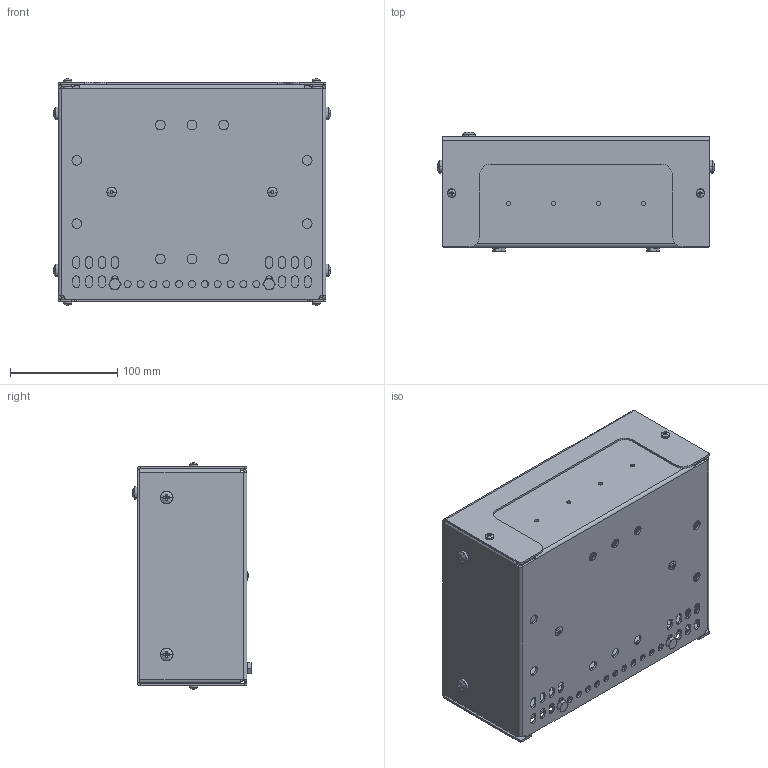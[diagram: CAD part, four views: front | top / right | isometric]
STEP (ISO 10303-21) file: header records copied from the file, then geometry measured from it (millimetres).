
FILE_DESCRIPTION (( 'STEP AP203' ), '1' );
FILE_NAME ('T78210.STEP', '2018-09-12T14:19:30', ( '' ), ( '' ), 'SwSTEP 2.0', 'SolidWorks 2016', '' );
FILE_SCHEMA (( 'CONFIG_CONTROL_DESIGN' ));
Length unit declared in the file: millimetre
Products named in the file (14): F599; Hex Nut Style 1 GradeAB_Doughty Fastners_Hexagon Nut ISO - 4032 - M6 - D - S; Pan Head Cross Recess Screw_Doughty Fastners - Black_ISO 7045 - M6 x 16 - Z --- 16N; F2005; Hex Flange Nut GradeA_Doughty Fastners_Hexagon Flange Nut ISO - 4161 - M6 - S; TH2568; Hex Screw GradeC_Doughty Fastners_ISO 4018 - M6 x 20-WS; Pan Head Cross Recess Screw_Doughty Fastners - Black_ISO 7045 - M4 x 12 - Z --- 12C; S3367_S3367 - 200LG; F3008; TH2567; TH2569; TH2566; T78210
Assembly tree (39 placements, depth 2):
  T78210
    TH2566
    TH2567
    TH2569
    F2005  x2
    S3367_S3367 - 200LG
    Pan Head Cross Recess Screw_Doughty Fastners - Black_ISO 7045 - M6 x 16 - Z --- 16N  x5
    F599  x10
    Hex Flange Nut GradeA_Doughty Fastners_Hexagon Flange Nut ISO - 4161 - M6 - S  x5
    Pan Head Cross Recess Screw_Doughty Fastners - Black_ISO 7045 - M4 x 12 - Z --- 12C  x4
    F3008  x4
    TH2568
    Hex Screw GradeC_Doughty Fastners_ISO 4018 - M6 x 20-WS  x2
    Hex Nut Style 1 GradeAB_Doughty Fastners_Hexagon Nut ISO - 4032 - M6 - D - S  x2
Bounding box: 258.97 x 111.36 x 211.04 mm (x, y, z)
Volume: 441393.1 mm3; surface area: 473422.4 mm2
Topology: 39 solids, 39 shells, 2198 faces, 5622 edges, 3509 vertices
Faces by surface type: cylinder 848, plane 754, cone 494, torus 54, bspline 30, sphere 18
Entity records: 28671 total; most frequent: CARTESIAN_POINT 4917, DIRECTION 4843, ORIENTED_EDGE 4330, EDGE_CURVE 2165, AXIS2_PLACEMENT_3D 1880, VERTEX_POINT 1352, VECTOR 1083, LINE 1083
